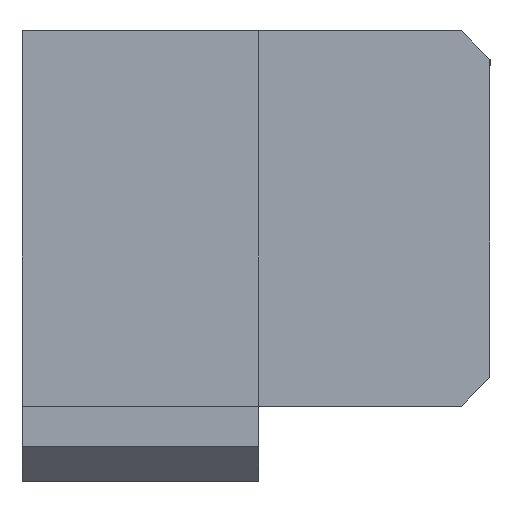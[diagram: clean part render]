
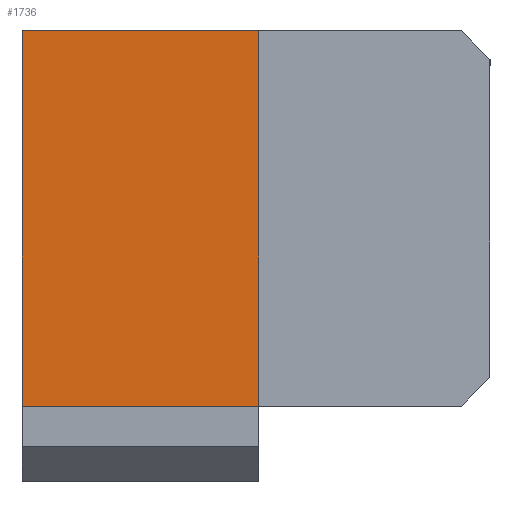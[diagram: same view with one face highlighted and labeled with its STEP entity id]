
A CAD part, front view. The second image highlights one B-rep face of the part: STEP entity #1736.
In plain terms, the highlighted planar face has unit normal (0, -1, 0).
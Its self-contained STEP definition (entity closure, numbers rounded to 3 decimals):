
#48=PLANE('',#1867);
#144=FACE_OUTER_BOUND('',#242,.T.);
#242=EDGE_LOOP('',(#1561,#1562,#1563,#1564));
#473=LINE('',#6203,#586);
#493=LINE('',#6271,#606);
#509=LINE('',#6322,#622);
#510=LINE('',#6323,#623);
#586=VECTOR('',#2116,10.);
#606=VECTOR('',#2156,10.);
#622=VECTOR('',#2212,10.);
#623=VECTOR('',#2213,10.);
#763=VERTEX_POINT('',#6200);
#764=VERTEX_POINT('',#6202);
#782=VERTEX_POINT('',#6269);
#797=VERTEX_POINT('',#6321);
#1006=EDGE_CURVE('',#764,#763,#473,.T.);
#1032=EDGE_CURVE('',#782,#763,#493,.T.);
#1057=EDGE_CURVE('',#797,#764,#509,.T.);
#1058=EDGE_CURVE('',#797,#782,#510,.T.);
#1561=ORIENTED_EDGE('',*,*,#1057,.T.);
#1562=ORIENTED_EDGE('',*,*,#1006,.T.);
#1563=ORIENTED_EDGE('',*,*,#1032,.F.);
#1564=ORIENTED_EDGE('',*,*,#1058,.F.);
#1736=ADVANCED_FACE('',(#144),#48,.T.);
#1867=AXIS2_PLACEMENT_3D('',#6320,#2210,#2211);
#2116=DIRECTION('',(-1.,0.,0.));
#2156=DIRECTION('',(0.,0.,1.));
#2210=DIRECTION('center_axis',(0.,-1.,0.));
#2211=DIRECTION('ref_axis',(0.,0.,1.));
#2212=DIRECTION('',(0.,0.,1.));
#2213=DIRECTION('',(-1.,0.,0.));
#6200=CARTESIAN_POINT('',(45.,111.896,-204.749));
#6202=CARTESIAN_POINT('',(65.5,111.896,-204.749));
#6203=CARTESIAN_POINT('',(57.5,111.896,-204.749));
#6269=CARTESIAN_POINT('',(45.,111.896,-237.249));
#6271=CARTESIAN_POINT('',(45.,111.896,-237.249));
#6320=CARTESIAN_POINT('Origin',(57.5,111.896,-237.249));
#6321=CARTESIAN_POINT('',(65.5,111.896,-237.249));
#6322=CARTESIAN_POINT('',(65.5,111.896,-230.749));
#6323=CARTESIAN_POINT('',(57.5,111.896,-237.249));
